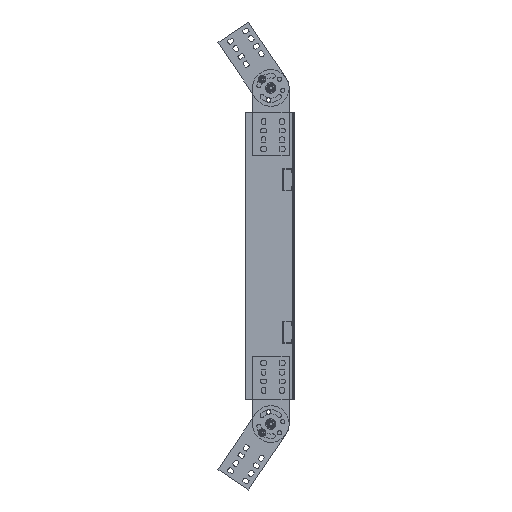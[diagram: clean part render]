
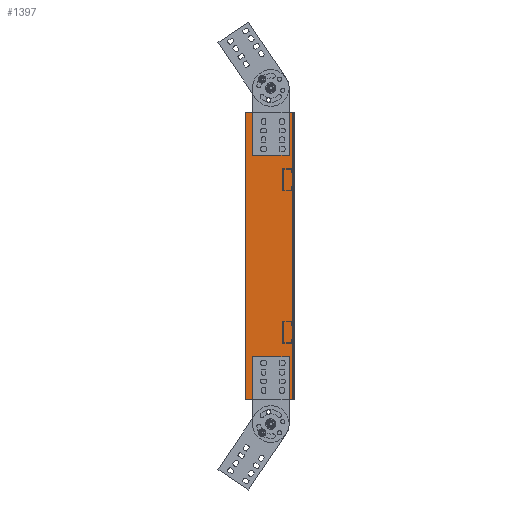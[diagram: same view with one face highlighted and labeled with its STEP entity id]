
A CAD part, left-side view. The second image highlights one B-rep face of the part: STEP entity #1397.
In plain terms, the highlighted planar face has unit normal (-1, 0, 0).
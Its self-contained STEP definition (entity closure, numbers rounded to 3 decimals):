
#1397 = ADVANCED_FACE ( 'NONE', ( #13591 ), #19331, .F. ) ;
#2504 = AXIS2_PLACEMENT_3D ( 'NONE', #19356, #19340, #19329 ) ;
#3993 = CARTESIAN_POINT ( 'NONE',  ( -484.243, 58.367, 235. ) ) ;
#4138 = CARTESIAN_POINT ( 'NONE',  ( -484.243, -19.833, 235. ) ) ;
#4145 = CARTESIAN_POINT ( 'NONE',  ( -484.243, -13.633, 235. ) ) ;
#4158 = CARTESIAN_POINT ( 'NONE',  ( -484.243, -13.633, -165. ) ) ;
#4260 = CARTESIAN_POINT ( 'NONE',  ( -484.243, 46.367, -235. ) ) ;
#4743 = CARTESIAN_POINT ( 'NONE',  ( -484.243, 46.367, 235. ) ) ;
#4851 = CARTESIAN_POINT ( 'NONE',  ( -484.243, -19.833, -235. ) ) ;
#4874 = CARTESIAN_POINT ( 'NONE',  ( -484.243, -13.633, -235. ) ) ;
#4902 = CARTESIAN_POINT ( 'NONE',  ( -484.243, 46.367, 165. ) ) ;
#4982 = CARTESIAN_POINT ( 'NONE',  ( -484.243, -13.633, 165. ) ) ;
#4984 = CARTESIAN_POINT ( 'NONE',  ( -484.243, 58.367, -235. ) ) ;
#4987 = CARTESIAN_POINT ( 'NONE',  ( -484.243, 46.367, -165. ) ) ;
#6372 = EDGE_LOOP ( 'NONE', ( #21924, #21923, #21922, #21921, #21920, #21919, #21918, #21917, #21916, #21915, #21914, #21913 ) ) ;
#11662 = VECTOR ( 'NONE', #20691, 1000. ) ;
#11664 = VECTOR ( 'NONE', #20696, 1000. ) ;
#11665 = LINE ( 'NONE', #20693, #11662 ) ;
#11666 = VECTOR ( 'NONE', #20698, 1000. ) ;
#11667 = LINE ( 'NONE', #20697, #11664 ) ;
#11668 = VECTOR ( 'NONE', #20700, 1000. ) ;
#11669 = LINE ( 'NONE', #20699, #11666 ) ;
#11670 = VECTOR ( 'NONE', #20704, 1000. ) ;
#11671 = LINE ( 'NONE', #20701, #11668 ) ;
#11672 = VECTOR ( 'NONE', #20707, 1000. ) ;
#11674 = VECTOR ( 'NONE', #20708, 1000. ) ;
#11675 = LINE ( 'NONE', #20713, #11670 ) ;
#11676 = VECTOR ( 'NONE', #20712, 1000. ) ;
#11677 = LINE ( 'NONE', #20710, #11674 ) ;
#11678 = VECTOR ( 'NONE', #20714, 1000. ) ;
#11679 = LINE ( 'NONE', #20715, #11672 ) ;
#11680 = VECTOR ( 'NONE', #20717, 1000. ) ;
#11681 = LINE ( 'NONE', #20718, #11676 ) ;
#11682 = VECTOR ( 'NONE', #20719, 1000. ) ;
#11683 = LINE ( 'NONE', #20722, #11678 ) ;
#11684 = VECTOR ( 'NONE', #20721, 1000. ) ;
#11685 = LINE ( 'NONE', #20728, #11680 ) ;
#11687 = LINE ( 'NONE', #20723, #11684 ) ;
#11690 = LINE ( 'NONE', #20727, #11682 ) ;
#12393 = EDGE_CURVE ( 'NONE', #24245, #24233, #11687, .T. ) ;
#12394 = EDGE_CURVE ( 'NONE', #22887, #24233, #11690, .T. ) ;
#12395 = EDGE_CURVE ( 'NONE', #22959, #22887, #11685, .T. ) ;
#12396 = EDGE_CURVE ( 'NONE', #23156, #22959, #11683, .T. ) ;
#12398 = EDGE_CURVE ( 'NONE', #23156, #22713, #11681, .T. ) ;
#12399 = EDGE_CURVE ( 'NONE', #22885, #22713, #11677, .T. ) ;
#12400 = EDGE_CURVE ( 'NONE', #24031, #22885, #11679, .T. ) ;
#12401 = EDGE_CURVE ( 'NONE', #24031, #22882, #11675, .T. ) ;
#12402 = EDGE_CURVE ( 'NONE', #22882, #24209, #11671, .T. ) ;
#12404 = EDGE_CURVE ( 'NONE', #24209, #22983, #11669, .T. ) ;
#12405 = EDGE_CURVE ( 'NONE', #23001, #22983, #11667, .T. ) ;
#12406 = EDGE_CURVE ( 'NONE', #23001, #24245, #11665, .T. ) ;
#13591 = FACE_OUTER_BOUND ( 'NONE', #6372, .T. ) ;
#19329 = DIRECTION ( 'NONE',  ( 0., -1., 0. ) ) ;
#19331 = PLANE ( 'NONE',  #2504 ) ;
#19340 = DIRECTION ( 'NONE',  ( 1., 0., 0. ) ) ;
#19356 = CARTESIAN_POINT ( 'NONE',  ( -484.243, 58.367, -235. ) ) ;
#20691 = DIRECTION ( 'NONE',  ( 0., 0., 1. ) ) ;
#20693 = CARTESIAN_POINT ( 'NONE',  ( -484.243, -19.833, -235. ) ) ;
#20696 = DIRECTION ( 'NONE',  ( 0., 1., 0. ) ) ;
#20697 = CARTESIAN_POINT ( 'NONE',  ( -484.243, 58.367, -235. ) ) ;
#20698 = DIRECTION ( 'NONE',  ( 0., 0., -1. ) ) ;
#20699 = CARTESIAN_POINT ( 'NONE',  ( -484.243, -13.633, -29.5 ) ) ;
#20700 = DIRECTION ( 'NONE',  ( 0., -1., 0. ) ) ;
#20701 = CARTESIAN_POINT ( 'NONE',  ( -484.243, 261.73, -165. ) ) ;
#20704 = DIRECTION ( 'NONE',  ( 0., 0., 1. ) ) ;
#20707 = DIRECTION ( 'NONE',  ( 0., 1., 0. ) ) ;
#20708 = DIRECTION ( 'NONE',  ( 0., 0., 1. ) ) ;
#20710 = CARTESIAN_POINT ( 'NONE',  ( -484.243, 58.367, -235. ) ) ;
#20712 = DIRECTION ( 'NONE',  ( 0., 1., 0. ) ) ;
#20713 = CARTESIAN_POINT ( 'NONE',  ( -484.243, 46.367, -29.5 ) ) ;
#20714 = DIRECTION ( 'NONE',  ( 0., 0., -1. ) ) ;
#20715 = CARTESIAN_POINT ( 'NONE',  ( -484.243, 58.367, -235. ) ) ;
#20717 = DIRECTION ( 'NONE',  ( 0., -1., 0. ) ) ;
#20718 = CARTESIAN_POINT ( 'NONE',  ( -484.243, 58.367, 235. ) ) ;
#20719 = DIRECTION ( 'NONE',  ( 0., 0., 1. ) ) ;
#20721 = DIRECTION ( 'NONE',  ( 0., 1., 0. ) ) ;
#20722 = CARTESIAN_POINT ( 'NONE',  ( -484.243, 46.367, 29.5 ) ) ;
#20723 = CARTESIAN_POINT ( 'NONE',  ( -484.243, 58.367, 235. ) ) ;
#20727 = CARTESIAN_POINT ( 'NONE',  ( -484.243, -13.633, 29.5 ) ) ;
#20728 = CARTESIAN_POINT ( 'NONE',  ( -484.243, 261.73, 165. ) ) ;
#21913 = ORIENTED_EDGE ( 'NONE', *, *, #12406, .T. ) ;
#21914 = ORIENTED_EDGE ( 'NONE', *, *, #12405, .F. ) ;
#21915 = ORIENTED_EDGE ( 'NONE', *, *, #12404, .T. ) ;
#21916 = ORIENTED_EDGE ( 'NONE', *, *, #12402, .T. ) ;
#21917 = ORIENTED_EDGE ( 'NONE', *, *, #12401, .T. ) ;
#21918 = ORIENTED_EDGE ( 'NONE', *, *, #12400, .F. ) ;
#21919 = ORIENTED_EDGE ( 'NONE', *, *, #12399, .F. ) ;
#21920 = ORIENTED_EDGE ( 'NONE', *, *, #12398, .T. ) ;
#21921 = ORIENTED_EDGE ( 'NONE', *, *, #12396, .F. ) ;
#21922 = ORIENTED_EDGE ( 'NONE', *, *, #12395, .F. ) ;
#21923 = ORIENTED_EDGE ( 'NONE', *, *, #12394, .F. ) ;
#21924 = ORIENTED_EDGE ( 'NONE', *, *, #12393, .T. ) ;
#22713 = VERTEX_POINT ( 'NONE', #3993 ) ;
#22882 = VERTEX_POINT ( 'NONE', #4987 ) ;
#22885 = VERTEX_POINT ( 'NONE', #4984 ) ;
#22887 = VERTEX_POINT ( 'NONE', #4982 ) ;
#22959 = VERTEX_POINT ( 'NONE', #4902 ) ;
#22983 = VERTEX_POINT ( 'NONE', #4874 ) ;
#23001 = VERTEX_POINT ( 'NONE', #4851 ) ;
#23156 = VERTEX_POINT ( 'NONE', #4743 ) ;
#24031 = VERTEX_POINT ( 'NONE', #4260 ) ;
#24209 = VERTEX_POINT ( 'NONE', #4158 ) ;
#24233 = VERTEX_POINT ( 'NONE', #4145 ) ;
#24245 = VERTEX_POINT ( 'NONE', #4138 ) ;
